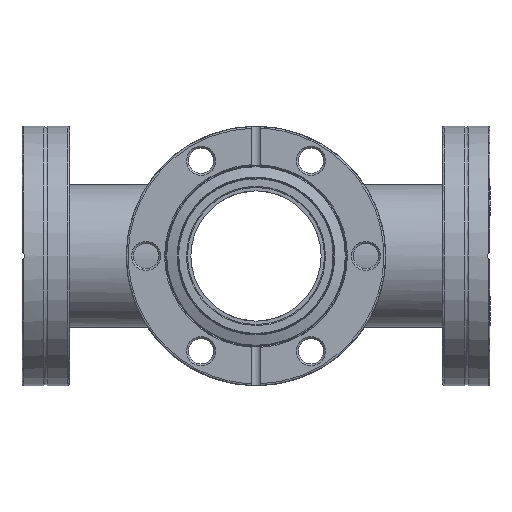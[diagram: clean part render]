
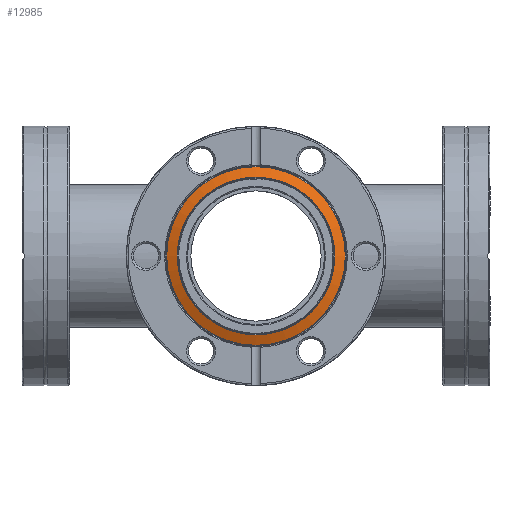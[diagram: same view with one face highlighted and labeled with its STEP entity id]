
A CAD part, left-side view. The second image highlights one B-rep face of the part: STEP entity #12985.
In plain terms, the highlighted conical face has half-angle 70 degrees and reference radius 23.855 mm.
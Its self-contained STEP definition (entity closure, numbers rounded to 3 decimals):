
#707 = EDGE_CURVE ( 'NONE', #7316, #7316, #4611, .T. ) ;
#1897 = CARTESIAN_POINT ( 'NONE',  ( 0.041, 0., 0. ) ) ;
#2358 = CONICAL_SURFACE ( 'NONE', #12663, 23.855, 1.222 ) ;
#2407 = EDGE_LOOP ( 'NONE', ( #12594 ) ) ;
#2688 = FACE_OUTER_BOUND ( 'NONE', #2407, .T. ) ;
#3385 = CARTESIAN_POINT ( 'NONE',  ( 1.056, 0., -23.855 ) ) ;
#4042 = CARTESIAN_POINT ( 'NONE',  ( 1.056, 0., 0. ) ) ;
#4611 = CIRCLE ( 'NONE', #5794, 21.068 ) ;
#5794 = AXIS2_PLACEMENT_3D ( 'NONE', #1897, #6631, #7505 ) ;
#6369 = DIRECTION ( 'NONE',  ( 0., 0., -1. ) ) ;
#6631 = DIRECTION ( 'NONE',  ( 1., 0., 0. ) ) ;
#7316 = VERTEX_POINT ( 'NONE', #12086 ) ;
#7445 = DIRECTION ( 'NONE',  ( 1., 0., 0. ) ) ;
#7505 = DIRECTION ( 'NONE',  ( 0., 1., 0. ) ) ;
#8077 = DIRECTION ( 'NONE',  ( 0., 0., -1. ) ) ;
#8179 = EDGE_CURVE ( 'NONE', #10296, #10296, #12294, .T. ) ;
#8847 = ORIENTED_EDGE ( 'NONE', *, *, #707, .T. ) ;
#9091 = DIRECTION ( 'NONE',  ( 1., 0., 0. ) ) ;
#9376 = FACE_BOUND ( 'NONE', #13081, .T. ) ;
#10296 = VERTEX_POINT ( 'NONE', #3385 ) ;
#12086 = CARTESIAN_POINT ( 'NONE',  ( 0.041, 21.068, 0. ) ) ;
#12294 = CIRCLE ( 'NONE', #14434, 23.855 ) ;
#12540 = CARTESIAN_POINT ( 'NONE',  ( 1.056, 0., 0. ) ) ;
#12594 = ORIENTED_EDGE ( 'NONE', *, *, #8179, .F. ) ;
#12663 = AXIS2_PLACEMENT_3D ( 'NONE', #12540, #9091, #8077 ) ;
#12985 = ADVANCED_FACE ( 'NONE', ( #9376, #2688 ), #2358, .T. ) ;
#13081 = EDGE_LOOP ( 'NONE', ( #8847 ) ) ;
#14434 = AXIS2_PLACEMENT_3D ( 'NONE', #4042, #7445, #6369 ) ;
